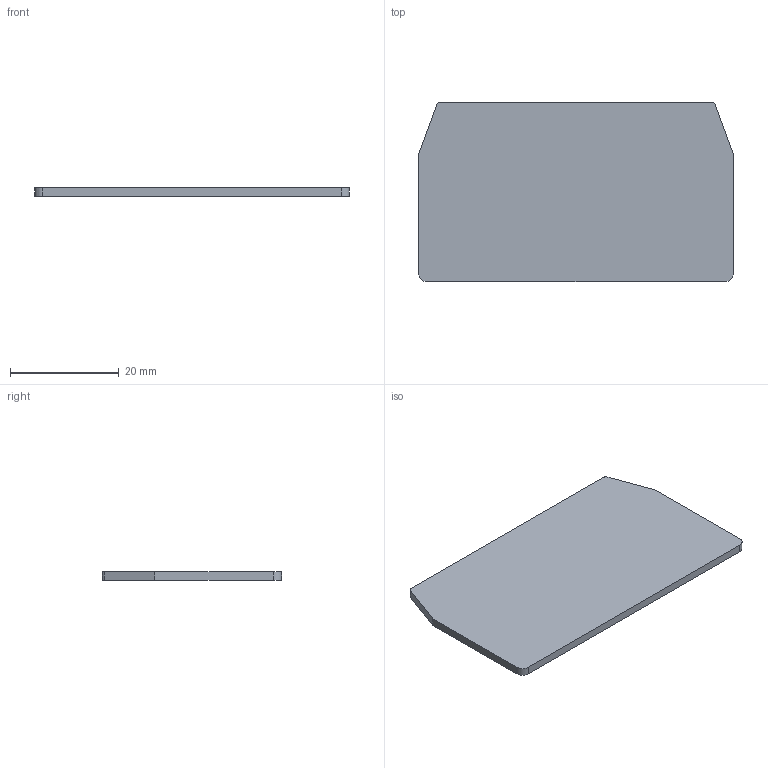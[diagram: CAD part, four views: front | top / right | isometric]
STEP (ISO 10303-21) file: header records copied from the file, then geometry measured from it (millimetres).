
FILE_DESCRIPTION((''),'2;1');
FILE_NAME('SCB_4_PT_GR_ASM','2022-09-22T10:43:17',('klemen.sitar'),('Audax d.o.o.'),'CREO PARAMETRIC BY PTC INC, 2021304','CREO PARAMETRIC BY PTC INC, 2021304','');
FILE_SCHEMA(('AP242_MANAGED_MODEL_BASED_3D_ENGINEERING_MIM_LF { 1 0 10303 442 1 1 4 }'));
Length unit declared in the file: millimetre
Products named in the file (2): SCB_4_PT_GR-3780; SCB_4_PT_GR_ASM
Assembly tree (1 placements, depth 2):
  SCB_4_PT_GR_ASM
    SCB_4_PT_GR-3780
Bounding box: 58 x 33 x 1.5 mm (x, y, z)
Volume: 2819 mm3; surface area: 4020.8 mm2
Topology: 1 solids, 1 shells, 12 faces, 30 edges, 20 vertices
Faces by surface type: plane 8, cylinder 4
Entity records: 853 total; most frequent: COLOUR_RGB 138, CARTESIAN_POINT 70, DIRECTION 70, ORIENTED_EDGE 60, PRESENTATION_STYLE_ASSIGNMENT 45, STYLED_ITEM 45, CURVE_STYLE 32, EDGE_CURVE 30
